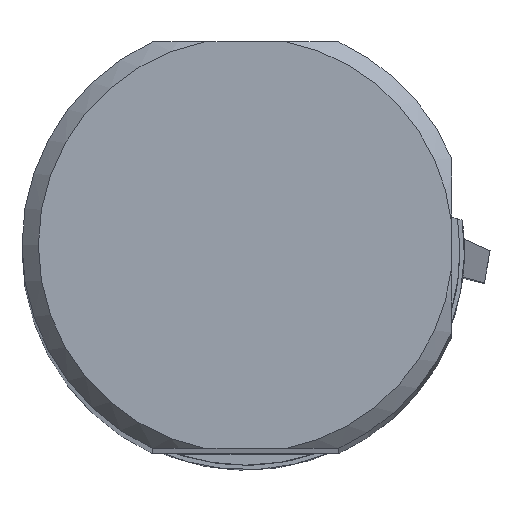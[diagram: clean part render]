
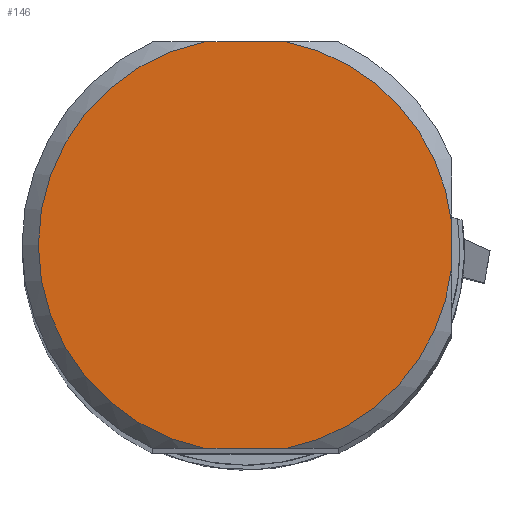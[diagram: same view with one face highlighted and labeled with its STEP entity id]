
A CAD part, top view. The second image highlights one B-rep face of the part: STEP entity #146.
In plain terms, the highlighted planar face has unit normal (0, 0, 1).
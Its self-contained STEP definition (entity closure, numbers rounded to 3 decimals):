
#95=CIRCLE('',#1078,20.6);
#98=CIRCLE('',#1083,20.6);
#99=CIRCLE('',#1085,20.6);
#146=ADVANCED_FACE('',(#233),#184,.F.);
#184=PLANE('',#1086);
#233=FACE_OUTER_BOUND('',#284,.T.);
#284=EDGE_LOOP('',(#533,#534,#535,#536,#537,#538));
#533=ORIENTED_EDGE('',*,*,#783,.F.);
#534=ORIENTED_EDGE('',*,*,#781,.F.);
#535=ORIENTED_EDGE('',*,*,#784,.F.);
#536=ORIENTED_EDGE('',*,*,#774,.F.);
#537=ORIENTED_EDGE('',*,*,#785,.F.);
#538=ORIENTED_EDGE('',*,*,#786,.F.);
#647=VERTEX_POINT('',#1613);
#648=VERTEX_POINT('',#1615);
#653=VERTEX_POINT('',#1634);
#654=VERTEX_POINT('',#1636);
#655=VERTEX_POINT('',#1643);
#656=VERTEX_POINT('',#1646);
#774=EDGE_CURVE('',#647,#648,#95,.T.);
#781=EDGE_CURVE('',#653,#654,#98,.T.);
#783=EDGE_CURVE('',#654,#655,#880,.T.);
#784=EDGE_CURVE('',#648,#653,#881,.T.);
#785=EDGE_CURVE('',#656,#647,#882,.T.);
#786=EDGE_CURVE('',#655,#656,#99,.T.);
#880=LINE('',#1642,#972);
#881=LINE('',#1644,#973);
#882=LINE('',#1645,#974);
#972=VECTOR('',#1341,1.);
#973=VECTOR('',#1342,1.);
#974=VECTOR('',#1343,1.);
#1078=AXIS2_PLACEMENT_3D('',#1614,#1325,#1326);
#1083=AXIS2_PLACEMENT_3D('',#1635,#1337,#1338);
#1085=AXIS2_PLACEMENT_3D('',#1647,#1344,#1345);
#1086=AXIS2_PLACEMENT_3D('',#1648,#1346,#1347);
#1325=DIRECTION('',(0.,0.,-1.));
#1326=DIRECTION('',(0.,-1.,0.));
#1337=DIRECTION('',(0.,0.,-1.));
#1338=DIRECTION('',(0.,-1.,0.));
#1341=DIRECTION('',(-1.,0.,0.));
#1342=DIRECTION('',(0.,-1.,0.));
#1343=DIRECTION('',(1.,0.,0.));
#1344=DIRECTION('',(0.,0.,-1.));
#1345=DIRECTION('',(0.,-1.,0.));
#1346=DIRECTION('',(0.,0.,-1.));
#1347=DIRECTION('',(0.,1.,0.));
#1613=CARTESIAN_POINT('',(4.04,20.2,290.5));
#1614=CARTESIAN_POINT('',(0.,0.,290.5));
#1615=CARTESIAN_POINT('',(20.475,2.266,290.5));
#1634=CARTESIAN_POINT('',(20.475,-2.266,290.5));
#1635=CARTESIAN_POINT('',(0.,0.,290.5));
#1636=CARTESIAN_POINT('',(4.04,-20.2,290.5));
#1642=CARTESIAN_POINT('',(-19.925,-20.2,290.5));
#1643=CARTESIAN_POINT('',(-4.04,-20.2,290.5));
#1644=CARTESIAN_POINT('',(20.475,-20.2,290.5));
#1645=CARTESIAN_POINT('',(20.475,20.2,290.5));
#1646=CARTESIAN_POINT('',(-4.04,20.2,290.5));
#1647=CARTESIAN_POINT('',(0.,0.,290.5));
#1648=CARTESIAN_POINT('',(0.,0.,290.5));
